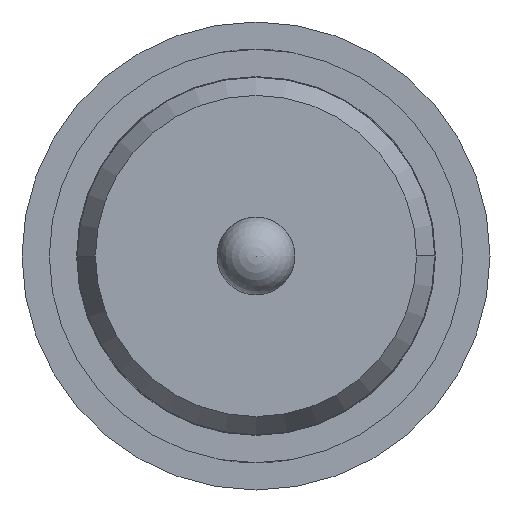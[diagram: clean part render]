
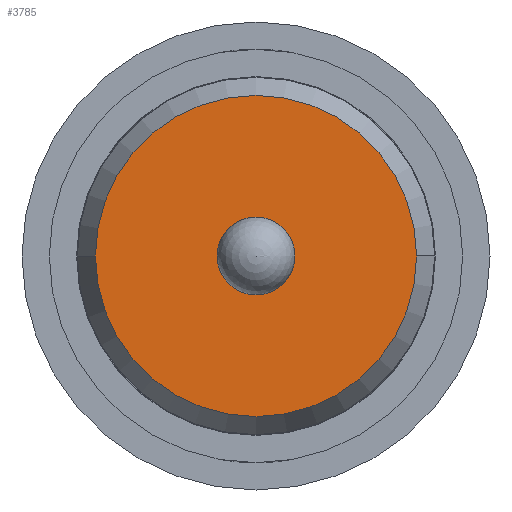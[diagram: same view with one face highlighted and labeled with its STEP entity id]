
A CAD part, front view. The second image highlights one B-rep face of the part: STEP entity #3785.
In plain terms, the highlighted planar face has unit normal (0, -1, 0).
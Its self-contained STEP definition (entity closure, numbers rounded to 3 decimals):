
#46 = CARTESIAN_POINT ( 'NONE',  ( -1.03, -28.6, 0. ) ) ;
#155 = DIRECTION ( 'NONE',  ( 0., -1., 0. ) ) ;
#214 = EDGE_CURVE ( 'Defeature ausgef�hrt1_22+Defeature ausgef�hrt1_19+Defeature ausgef�hrt1_19+Defeature ausgef�hrt1_19', #1802, #1265, #3614, .T. ) ;
#238 = PLANE ( 'NONE',  #5482 ) ;
#303 = EDGE_LOOP ( 'NONE', ( #310, #2915 ) ) ;
#310 = ORIENTED_EDGE ( 'NONE', *, *, #3716, .T. ) ;
#608 = CARTESIAN_POINT ( 'NONE',  ( 0., -28.6, 0. ) ) ;
#686 = CARTESIAN_POINT ( 'NONE',  ( 0., -28.6, 0.25 ) ) ;
#778 = DIRECTION ( 'NONE',  ( 0., 0., -1. ) ) ;
#786 = DIRECTION ( 'NONE',  ( 0., -1., 0. ) ) ;
#810 = CARTESIAN_POINT ( 'NONE',  ( 0., -28.6, -0.25 ) ) ;
#853 = EDGE_CURVE ( 'Defeature ausgef�hrt1_22+Defeature ausgef�hrt1_19+Defeature ausgef�hrt1_19+Defeature ausgef�hrt1_19', #1265, #1802, #3542, .T. ) ;
#1112 = VERTEX_POINT ( 'NONE', #686 ) ;
#1143 = DIRECTION ( 'NONE',  ( 0., -1., 0. ) ) ;
#1238 = CARTESIAN_POINT ( 'NONE',  ( 0., -28.6, 0. ) ) ;
#1265 = VERTEX_POINT ( 'NONE', #46 ) ;
#1628 = VERTEX_POINT ( 'NONE', #810 ) ;
#1665 = DIRECTION ( 'NONE',  ( 1., 0., 0. ) ) ;
#1802 = VERTEX_POINT ( 'NONE', #4614 ) ;
#2383 = DIRECTION ( 'NONE',  ( 0., 0., -1. ) ) ;
#2426 = FACE_OUTER_BOUND ( 'NONE', #3767, .T. ) ;
#2489 = CIRCLE ( 'NONE', #5153, 0.25 ) ;
#2668 = ORIENTED_EDGE ( 'NONE', *, *, #214, .T. ) ;
#2915 = ORIENTED_EDGE ( 'NONE', *, *, #5453, .T. ) ;
#3216 = DIRECTION ( 'NONE',  ( 1., 0., 0. ) ) ;
#3542 = CIRCLE ( 'NONE', #4736, 1.03 ) ;
#3600 = FACE_BOUND ( 'NONE', #303, .T. ) ;
#3614 = CIRCLE ( 'NONE', #5673, 1.03 ) ;
#3716 = EDGE_CURVE ( 'Defeature ausgef�hrt1_22+Defeature ausgef�hrt1_17+Defeature ausgef�hrt1_17+Defeature ausgef�hrt1_17', #1112, #1628, #5232, .T. ) ;
#3718 = CARTESIAN_POINT ( 'NONE',  ( -1.145, -28.6, 0. ) ) ;
#3767 = EDGE_LOOP ( 'NONE', ( #5390, #2668 ) ) ;
#3785 = ADVANCED_FACE ( 'Defeature ausgef�hrt1_22', ( #3600, #2426 ), #238, .T. ) ;
#4194 = DIRECTION ( 'NONE',  ( 1., 0., 0. ) ) ;
#4496 = CARTESIAN_POINT ( 'NONE',  ( 0., -28.6, 0. ) ) ;
#4614 = CARTESIAN_POINT ( 'NONE',  ( 1.03, -28.6, 0. ) ) ;
#4736 = AXIS2_PLACEMENT_3D ( 'NONE', #1238, #786, #1665 ) ;
#4771 = CARTESIAN_POINT ( 'NONE',  ( 0., -28.6, 0. ) ) ;
#5063 = DIRECTION ( 'NONE',  ( 0., 1., 0. ) ) ;
#5153 = AXIS2_PLACEMENT_3D ( 'NONE', #608, #5063, #2383 ) ;
#5192 = AXIS2_PLACEMENT_3D ( 'NONE', #4771, #5722, #778 ) ;
#5232 = CIRCLE ( 'NONE', #5192, 0.25 ) ;
#5390 = ORIENTED_EDGE ( 'NONE', *, *, #853, .T. ) ;
#5453 = EDGE_CURVE ( 'Defeature ausgef�hrt1_22+Defeature ausgef�hrt1_17+Defeature ausgef�hrt1_17+Defeature ausgef�hrt1_17', #1628, #1112, #2489, .T. ) ;
#5482 = AXIS2_PLACEMENT_3D ( 'NONE', #3718, #1143, #4194 ) ;
#5673 = AXIS2_PLACEMENT_3D ( 'NONE', #4496, #155, #3216 ) ;
#5722 = DIRECTION ( 'NONE',  ( 0., 1., 0. ) ) ;
